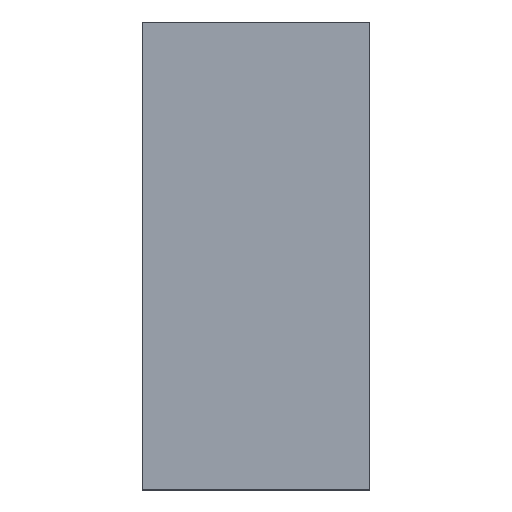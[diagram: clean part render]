
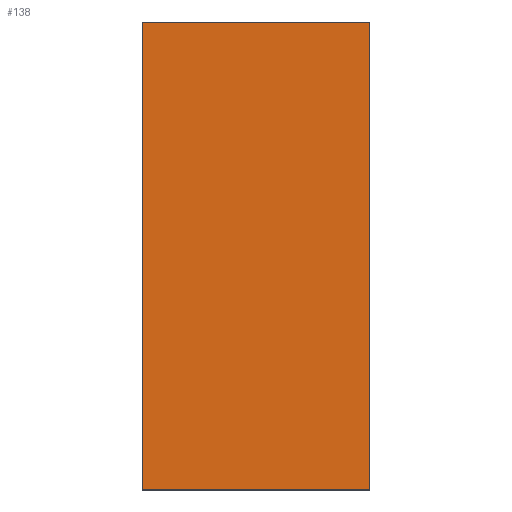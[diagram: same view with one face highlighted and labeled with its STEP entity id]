
A CAD part, left-side view. The second image highlights one B-rep face of the part: STEP entity #138.
In plain terms, the highlighted planar face has unit normal (-1, 0, 0).
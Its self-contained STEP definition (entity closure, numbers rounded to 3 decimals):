
#138=ADVANCED_FACE('',(#234),#236,.T.);
#234=FACE_BOUND('',#235,.T.);
#235=EDGE_LOOP('',(#445,#446,#447,#448));
#236=PLANE('',#237);
#237=AXIS2_PLACEMENT_3D('',#238,#239,#240);
#238=CARTESIAN_POINT('',(-1.675,0.84,0.865));
#239=DIRECTION('',(-1.,0.,-0.));
#240=DIRECTION('',(0.,0.,1.));
#445=ORIENTED_EDGE('',*,*,#600,.T.);
#446=ORIENTED_EDGE('',*,*,#595,.T.);
#447=ORIENTED_EDGE('',*,*,#601,.F.);
#448=ORIENTED_EDGE('',*,*,#602,.T.);
#595=EDGE_CURVE('',#694,#692,#695,.T.);
#600=EDGE_CURVE('',#702,#694,#703,.T.);
#601=EDGE_CURVE('',#704,#692,#705,.T.);
#602=EDGE_CURVE('',#704,#702,#706,.T.);
#692=VERTEX_POINT('',#866);
#694=VERTEX_POINT('',#870);
#695=LINE('',#871,#872);
#702=VERTEX_POINT('',#888);
#703=LINE('',#889,#890);
#704=VERTEX_POINT('',#892);
#705=LINE('',#893,#894);
#706=LINE('',#896,#897);
#866=CARTESIAN_POINT('',(-1.675,0.,0.865));
#870=CARTESIAN_POINT('',(-1.675,0.,-0.865));
#871=CARTESIAN_POINT('',(-1.675,0.,-0.865));
#872=VECTOR('',#873,1.);
#873=DIRECTION('',(0.,0.,1.));
#888=CARTESIAN_POINT('',(-1.675,0.84,-0.865));
#889=CARTESIAN_POINT('',(-1.675,0.84,-0.865));
#890=VECTOR('',#891,1.);
#891=DIRECTION('',(0.,-1.,0.));
#892=CARTESIAN_POINT('',(-1.675,0.84,0.865));
#893=CARTESIAN_POINT('',(-1.675,0.84,0.865));
#894=VECTOR('',#895,1.);
#895=DIRECTION('',(0.,-1.,0.));
#896=CARTESIAN_POINT('',(-1.675,0.84,0.865));
#897=VECTOR('',#898,1.);
#898=DIRECTION('',(0.,0.,-1.));
